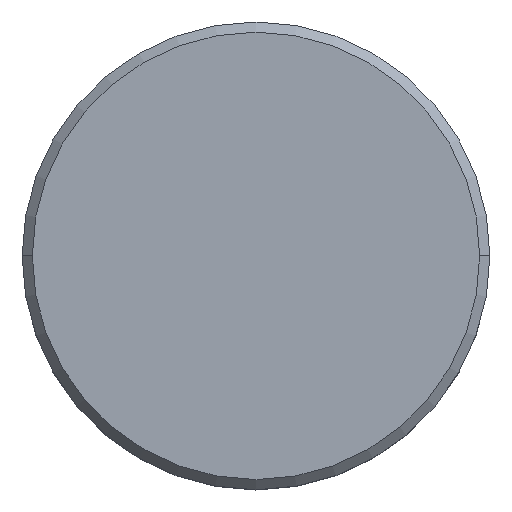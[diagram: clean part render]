
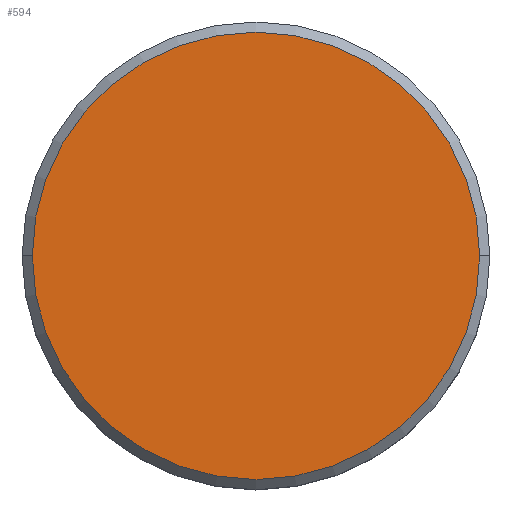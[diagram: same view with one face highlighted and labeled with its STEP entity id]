
A CAD part, top view. The second image highlights one B-rep face of the part: STEP entity #594.
In plain terms, the highlighted planar face has unit normal (0, 0, 1).
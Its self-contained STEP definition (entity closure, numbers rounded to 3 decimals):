
#13 = DIRECTION ( 'NONE',  ( 0., 0., 1. ) ) ;
#23 = FACE_OUTER_BOUND ( 'NONE', #215, .T. ) ;
#34 = DIRECTION ( 'NONE',  ( 0., 0., 1. ) ) ;
#45 = AXIS2_PLACEMENT_3D ( 'NONE', #47, #34, #381 ) ;
#47 = CARTESIAN_POINT ( 'NONE',  ( 0., 0., 0. ) ) ;
#94 = CARTESIAN_POINT ( 'NONE',  ( 0., 0., 0. ) ) ;
#100 = CIRCLE ( 'NONE', #299, 11. ) ;
#110 = AXIS2_PLACEMENT_3D ( 'NONE', #434, #13, #148 ) ;
#148 = DIRECTION ( 'NONE',  ( 1., 0., 0. ) ) ;
#164 = ORIENTED_EDGE ( 'NONE', *, *, #383, .T. ) ;
#208 = PLANE ( 'NONE',  #45 ) ;
#214 = CARTESIAN_POINT ( 'NONE',  ( 11., 0., 0. ) ) ;
#215 = EDGE_LOOP ( 'NONE', ( #292, #164 ) ) ;
#292 = ORIENTED_EDGE ( 'NONE', *, *, #411, .T. ) ;
#299 = AXIS2_PLACEMENT_3D ( 'NONE', #94, #316, #404 ) ;
#316 = DIRECTION ( 'NONE',  ( 0., 0., 1. ) ) ;
#381 = DIRECTION ( 'NONE',  ( 1., 0., 0. ) ) ;
#383 = EDGE_CURVE ( 'NONE', #444, #405, #420, .T. ) ;
#404 = DIRECTION ( 'NONE',  ( 1., 0., 0. ) ) ;
#405 = VERTEX_POINT ( 'NONE', #517 ) ;
#411 = EDGE_CURVE ( 'NONE', #405, #444, #100, .T. ) ;
#420 = CIRCLE ( 'NONE', #110, 11. ) ;
#434 = CARTESIAN_POINT ( 'NONE',  ( 0., 0., 0. ) ) ;
#444 = VERTEX_POINT ( 'NONE', #214 ) ;
#517 = CARTESIAN_POINT ( 'NONE',  ( -11., 0., 0. ) ) ;
#594 = ADVANCED_FACE ( 'NONE', ( #23 ), #208, .T. ) ;
